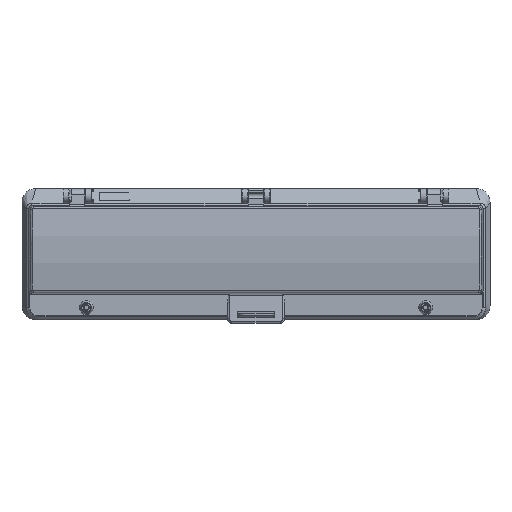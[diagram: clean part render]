
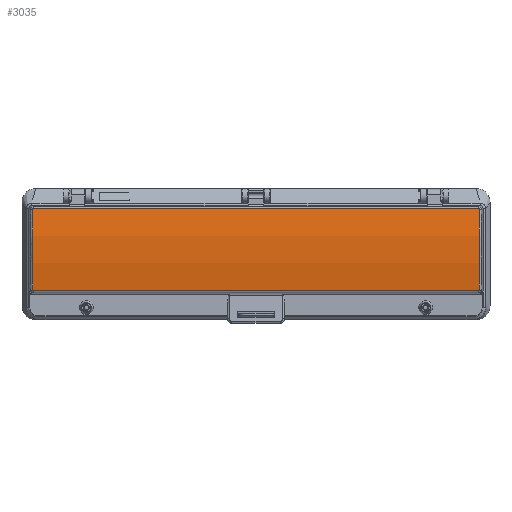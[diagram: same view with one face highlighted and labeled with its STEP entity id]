
A CAD part, top view. The second image highlights one B-rep face of the part: STEP entity #3035.
In plain terms, the highlighted cylindrical face has radius 168.283 mm (diameter 336.566 mm), a partial arc.
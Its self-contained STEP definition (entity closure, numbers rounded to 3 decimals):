
#326=B_SPLINE_CURVE_WITH_KNOTS('',3,(#41540,#41541,#41542,#41543,#41544,
#41545,#41546,#41547,#41548,#41549,#41550,#41551),.UNSPECIFIED.,.F.,.F.,
(4,2,2,2,2,4),(0.,0.202,0.404,0.606,
0.814,1.),.UNSPECIFIED.);
#327=B_SPLINE_CURVE_WITH_KNOTS('',3,(#41553,#41554,#41555,#41556),
 .UNSPECIFIED.,.F.,.F.,(4,4),(0.,1.),.UNSPECIFIED.);
#328=B_SPLINE_CURVE_WITH_KNOTS('',3,(#41558,#41559,#41560,#41561),
 .UNSPECIFIED.,.F.,.F.,(4,4),(0.,1.),.UNSPECIFIED.);
#329=B_SPLINE_CURVE_WITH_KNOTS('',3,(#41565,#41566,#41567,#41568),
 .UNSPECIFIED.,.F.,.F.,(4,4),(0.,1.),.UNSPECIFIED.);
#330=B_SPLINE_CURVE_WITH_KNOTS('',3,(#41570,#41571,#41572,#41573),
 .UNSPECIFIED.,.F.,.F.,(4,4),(0.,1.),.UNSPECIFIED.);
#331=B_SPLINE_CURVE_WITH_KNOTS('',3,(#41575,#41576,#41577,#41578,#41579,
#41580,#41581,#41582,#41583,#41584,#41585,#41586),.UNSPECIFIED.,.F.,.F.,
(4,2,2,2,2,4),(0.,0.186,0.394,0.596,
0.798,1.),.UNSPECIFIED.);
#1417=FACE_OUTER_BOUND('',#5596,.T.);
#1880=CYLINDRICAL_SURFACE('',#27513,168.283);
#3035=ADVANCED_FACE('',(#1417),#1880,.T.);
#5596=EDGE_LOOP('',(#12585,#12586,#12587,#12588,#12589,#12590,#12591,#12592));
#12585=ORIENTED_EDGE('',*,*,#19505,.T.);
#12586=ORIENTED_EDGE('',*,*,#19506,.T.);
#12587=ORIENTED_EDGE('',*,*,#19507,.T.);
#12588=ORIENTED_EDGE('',*,*,#19508,.T.);
#12589=ORIENTED_EDGE('',*,*,#19509,.T.);
#12590=ORIENTED_EDGE('',*,*,#19510,.T.);
#12591=ORIENTED_EDGE('',*,*,#19511,.T.);
#12592=ORIENTED_EDGE('',*,*,#19512,.T.);
#16056=VERTEX_POINT('',#41538);
#16057=VERTEX_POINT('',#41539);
#16058=VERTEX_POINT('',#41552);
#16059=VERTEX_POINT('',#41557);
#16060=VERTEX_POINT('',#41562);
#16061=VERTEX_POINT('',#41564);
#16062=VERTEX_POINT('',#41569);
#16063=VERTEX_POINT('',#41574);
#19505=EDGE_CURVE('',#16056,#16057,#22705,.T.);
#19506=EDGE_CURVE('',#16057,#16058,#326,.T.);
#19507=EDGE_CURVE('',#16058,#16059,#327,.T.);
#19508=EDGE_CURVE('',#16059,#16060,#328,.T.);
#19509=EDGE_CURVE('',#16060,#16061,#22706,.T.);
#19510=EDGE_CURVE('',#16061,#16062,#329,.T.);
#19511=EDGE_CURVE('',#16062,#16063,#330,.T.);
#19512=EDGE_CURVE('',#16063,#16056,#331,.T.);
#22705=LINE('',#41537,#25624);
#22706=LINE('',#41563,#25625);
#25624=VECTOR('',#33614,1.);
#25625=VECTOR('',#33615,1.);
#27513=AXIS2_PLACEMENT_3D('',#41587,#33616,#33617);
#33614=DIRECTION('',(-1.,0.,0.));
#33615=DIRECTION('',(1.,0.,0.));
#33616=DIRECTION('',(1.,0.,0.));
#33617=DIRECTION('',(0.,0.,1.));
#41537=CARTESIAN_POINT('',(86.15,38.028,10.233));
#41538=CARTESIAN_POINT('',(381.924,38.028,10.233));
#41539=CARTESIAN_POINT('',(58.076,38.028,10.233));
#41540=CARTESIAN_POINT('',(58.076,38.028,10.233));
#41541=CARTESIAN_POINT('',(58.023,38.028,10.233));
#41542=CARTESIAN_POINT('',(57.969,38.019,10.235));
#41543=CARTESIAN_POINT('',(57.869,37.985,10.241));
#41544=CARTESIAN_POINT('',(57.821,37.958,10.246));
#41545=CARTESIAN_POINT('',(57.738,37.892,10.258));
#41546=CARTESIAN_POINT('',(57.702,37.852,10.265));
#41547=CARTESIAN_POINT('',(57.644,37.762,10.281));
#41548=CARTESIAN_POINT('',(57.622,37.711,10.29));
#41549=CARTESIAN_POINT('',(57.596,37.612,10.308));
#41550=CARTESIAN_POINT('',(57.591,37.563,10.317));
#41551=CARTESIAN_POINT('',(57.592,37.515,10.325));
#41552=CARTESIAN_POINT('',(57.592,37.515,10.325));
#41553=CARTESIAN_POINT('',(57.592,37.515,10.325));
#41554=CARTESIAN_POINT('',(58.009,18.139,13.759));
#41555=CARTESIAN_POINT('',(58.009,-1.839,13.759));
#41556=CARTESIAN_POINT('',(57.592,-21.215,10.325));
#41557=CARTESIAN_POINT('',(57.592,-21.215,10.325));
#41558=CARTESIAN_POINT('',(57.592,-21.215,10.325));
#41559=CARTESIAN_POINT('',(57.586,-21.487,10.277));
#41560=CARTESIAN_POINT('',(57.805,-21.723,10.234));
#41561=CARTESIAN_POINT('',(58.076,-21.728,10.233));
#41562=CARTESIAN_POINT('',(58.076,-21.728,10.233));
#41563=CARTESIAN_POINT('',(86.15,-21.728,10.233));
#41564=CARTESIAN_POINT('',(381.924,-21.728,10.233));
#41565=CARTESIAN_POINT('',(381.924,-21.728,10.233));
#41566=CARTESIAN_POINT('',(382.194,-21.723,10.234));
#41567=CARTESIAN_POINT('',(382.414,-21.487,10.277));
#41568=CARTESIAN_POINT('',(382.408,-21.215,10.325));
#41569=CARTESIAN_POINT('',(382.408,-21.215,10.325));
#41570=CARTESIAN_POINT('',(382.408,-21.215,10.325));
#41571=CARTESIAN_POINT('',(381.991,-1.839,13.759));
#41572=CARTESIAN_POINT('',(381.991,18.139,13.759));
#41573=CARTESIAN_POINT('',(382.408,37.515,10.325));
#41574=CARTESIAN_POINT('',(382.408,37.515,10.325));
#41575=CARTESIAN_POINT('',(382.408,37.515,10.325));
#41576=CARTESIAN_POINT('',(382.409,37.563,10.317));
#41577=CARTESIAN_POINT('',(382.404,37.612,10.308));
#41578=CARTESIAN_POINT('',(382.378,37.711,10.29));
#41579=CARTESIAN_POINT('',(382.356,37.762,10.281));
#41580=CARTESIAN_POINT('',(382.298,37.852,10.265));
#41581=CARTESIAN_POINT('',(382.262,37.892,10.258));
#41582=CARTESIAN_POINT('',(382.179,37.958,10.246));
#41583=CARTESIAN_POINT('',(382.131,37.985,10.241));
#41584=CARTESIAN_POINT('',(382.031,38.019,10.235));
#41585=CARTESIAN_POINT('',(381.977,38.028,10.233));
#41586=CARTESIAN_POINT('',(381.924,38.028,10.233));
#41587=CARTESIAN_POINT('',(86.15,8.15,-155.376));
